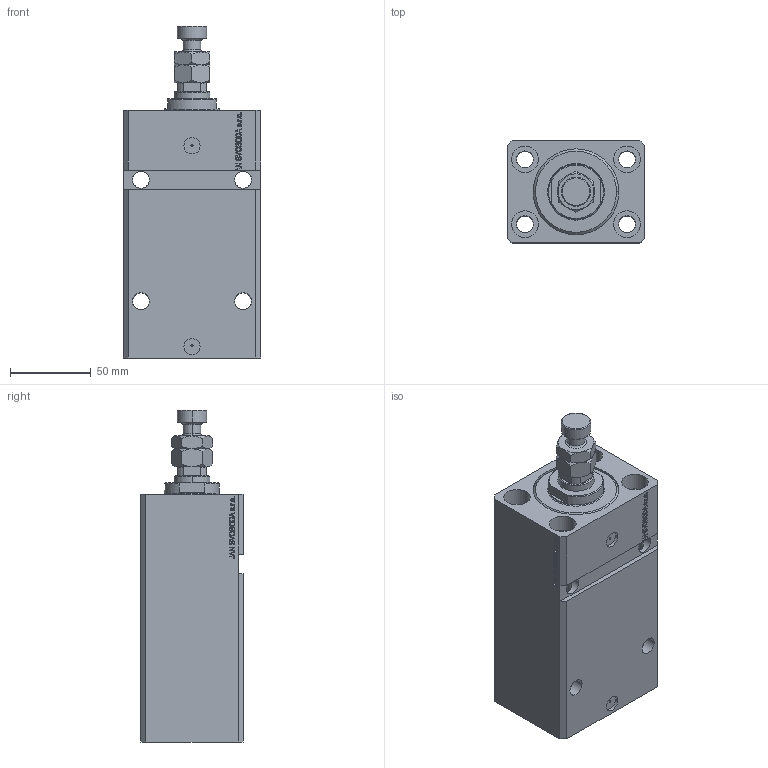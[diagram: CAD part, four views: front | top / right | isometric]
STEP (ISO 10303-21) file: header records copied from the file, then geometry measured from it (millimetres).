
FILE_DESCRIPTION (( 'STEP AP203' ), '1' );
FILE_NAME ('a0ac.STEP', '2023-10-07T18:58:14', ( '' ), ( '' ), 'SwSTEP 2.0', 'SolidWorks 2019', '' );
FILE_SCHEMA (( 'CONFIG_CONTROL_DESIGN' ));
Length unit declared in the file: millimetre
Products named in the file (5): MFA bc3f11148dc8843ad149c5227ddb4644; a0ac; V250CE_C_VCP bc3f11148dc8843ad149c5227ddb4644; V250CE_E_Body bc3f11148dc8843ad149c5227ddb4644; V250CE_VC_E bc3f11148dc8843ad149c5227ddb4644
Assembly tree (4 placements, depth 2):
  a0ac
    V250CE_E_Body bc3f11148dc8843ad149c5227ddb4644
    V250CE_C_VCP bc3f11148dc8843ad149c5227ddb4644
    V250CE_VC_E bc3f11148dc8843ad149c5227ddb4644
    MFA bc3f11148dc8843ad149c5227ddb4644
Bounding box: 85 x 63 x 205 mm (x, y, z)
Volume: 676886.1 mm3; surface area: 129465.6 mm2
Topology: 4 solids, 4 shells, 989 faces, 2519 edges, 1631 vertices
Faces by surface type: plane 475, bspline 356, cylinder 108, cone 40, torus 10
Entity records: 47052 total; most frequent: CARTESIAN_POINT 25112, ORIENTED_EDGE 5034, DIRECTION 3189, EDGE_CURVE 2517, VERTEX_POINT 1631, VECTOR 1497, LINE 1497, EDGE_LOOP 1124
